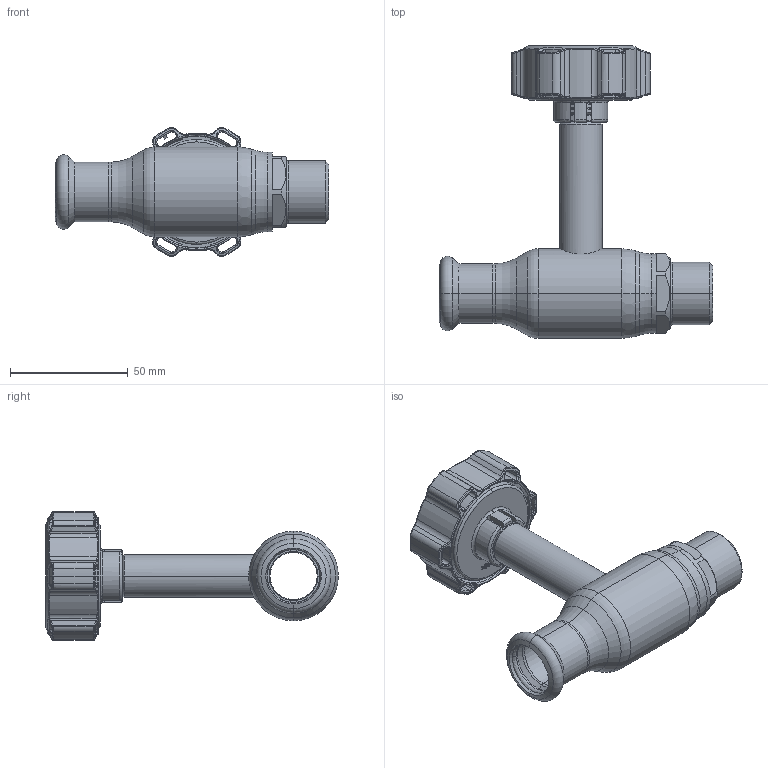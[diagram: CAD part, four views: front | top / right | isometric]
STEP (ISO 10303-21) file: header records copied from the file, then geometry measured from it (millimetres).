
FILE_DESCRIPTION (( 'STEP AP214' ), '1' );
FILE_NAME ('1020001201-1200.step', '2024-01-16T11:04:47', ( '' ), ( '' ), 'SwSTEP 2.0', 'SolidWorks 2021', '' );
FILE_SCHEMA (( 'AUTOMOTIVE_DESIGN' ));
Length unit declared in the file: millimetre
Products named in the file (1): 1020001201-1200
Bounding box: 116.05 x 124.1 x 54.57 mm (x, y, z)
Surface area: 34523 mm2 (no closed solid volume)
Topology: 0 solids, 9 shells, 537 faces, 1591 edges, 1032 vertices
Faces by surface type: bspline 172, cylinder 130, plane 93, torus 87, cone 55
Entity records: 33333 total; most frequent: CARTESIAN_POINT 14742, ORIENTED_EDGE 2797, DIRECTION 2243, EDGE_CURVE 1587, VERTEX_POINT 1032, AXIS2_PLACEMENT_3D 906, B_SPLINE_CURVE_WITH_KNOTS 586, EDGE_LOOP 571
